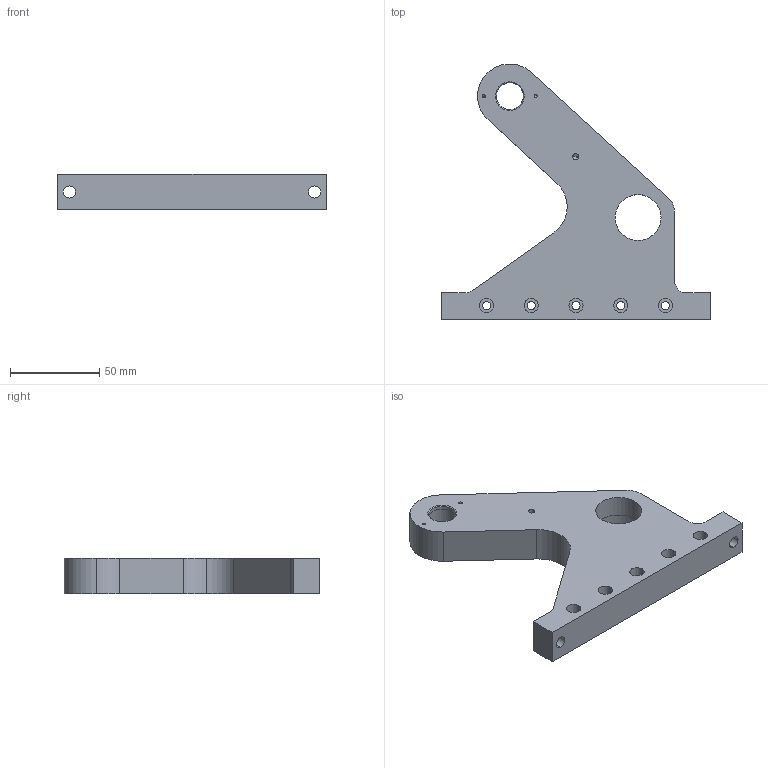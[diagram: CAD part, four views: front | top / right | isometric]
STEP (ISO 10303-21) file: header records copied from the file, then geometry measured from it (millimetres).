
FILE_DESCRIPTION (( 'STEP AP203' ), '1' );
FILE_NAME ('LAS-03-0004.step', '2020-09-30T00:22:03', ( '' ), ( '' ), 'SwSTEP 2.0', 'SolidWorks 2020', '' );
FILE_SCHEMA (( 'CONFIG_CONTROL_DESIGN' ));
Length unit declared in the file: millimetre
Products named in the file (1): LAS-03-0004
Bounding box: 150 x 142.94 x 20 mm (x, y, z)
Volume: 180166.1 mm3; surface area: 35477.6 mm2
Topology: 1 solids, 1 shells, 92 faces, 226 edges, 138 vertices
Faces by surface type: cylinder 52, plane 23, cone 17
Entity records: 2774 total; most frequent: DIRECTION 511, CARTESIAN_POINT 446, ORIENTED_EDGE 430, EDGE_CURVE 215, AXIS2_PLACEMENT_3D 203, VERTEX_POINT 138, EDGE_LOOP 123, CIRCLE 110
